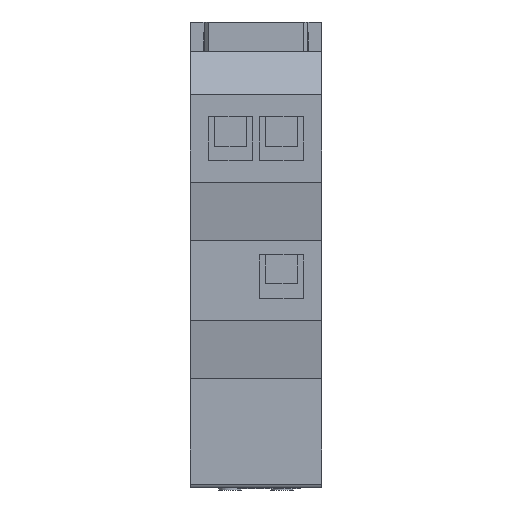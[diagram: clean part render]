
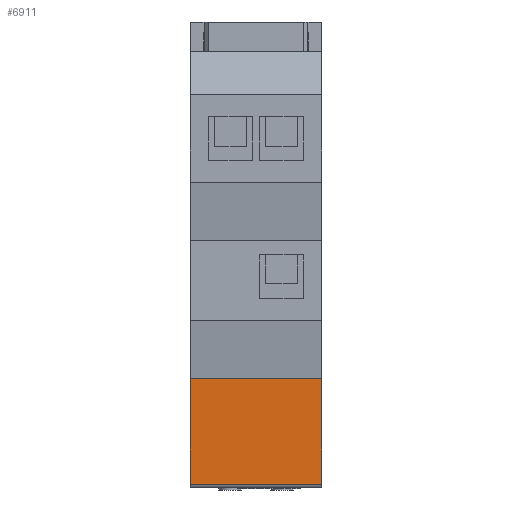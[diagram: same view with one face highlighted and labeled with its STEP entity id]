
A CAD part, front view. The second image highlights one B-rep face of the part: STEP entity #6911.
In plain terms, the highlighted planar face has unit normal (0, -1, 0).
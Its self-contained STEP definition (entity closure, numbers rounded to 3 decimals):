
#159 = CARTESIAN_POINT ( 'NONE',  ( -9., -22.5, -45. ) ) ;
#405 = CARTESIAN_POINT ( 'NONE',  ( 9., -22.5, -45. ) ) ;
#2376 = CARTESIAN_POINT ( 'NONE',  ( 9., -22.5, -59.5 ) ) ;
#2404 = DIRECTION ( 'NONE',  ( 0., 0., 1. ) ) ;
#2800 = VERTEX_POINT ( 'NONE', #159 ) ;
#2987 = CARTESIAN_POINT ( 'NONE',  ( 9., -22.5, -45. ) ) ;
#3649 = VERTEX_POINT ( 'NONE', #18865 ) ;
#6329 = ORIENTED_EDGE ( 'NONE', *, *, #7100, .T. ) ;
#6843 = DIRECTION ( 'NONE',  ( 1., 0., 0. ) ) ;
#6911 = ADVANCED_FACE ( 'NONE', ( #8344 ), #18314, .F. ) ;
#7100 = EDGE_CURVE ( 'NONE', #11814, #2800, #7373, .T. ) ;
#7355 = VECTOR ( 'NONE', #9603, 1000. ) ;
#7373 = LINE ( 'NONE', #2987, #7355 ) ;
#8344 = FACE_OUTER_BOUND ( 'NONE', #13612, .T. ) ;
#8803 = VERTEX_POINT ( 'NONE', #2376 ) ;
#8894 = CARTESIAN_POINT ( 'NONE',  ( 9., -22.5, -45. ) ) ;
#9603 = DIRECTION ( 'NONE',  ( -1., 0., 0. ) ) ;
#9940 = EDGE_CURVE ( 'NONE', #2800, #3649, #15872, .T. ) ;
#9985 = CARTESIAN_POINT ( 'NONE',  ( -9., -22.5, -45. ) ) ;
#10000 = EDGE_CURVE ( 'NONE', #3649, #8803, #15547, .T. ) ;
#10030 = EDGE_CURVE ( 'NONE', #11814, #8803, #15373, .T. ) ;
#11135 = ORIENTED_EDGE ( 'NONE', *, *, #10000, .T. ) ;
#11802 = DIRECTION ( 'NONE',  ( 0., 0., -1. ) ) ;
#11814 = VERTEX_POINT ( 'NONE', #8894 ) ;
#12158 = DIRECTION ( 'NONE',  ( 0., 1., 0. ) ) ;
#13612 = EDGE_LOOP ( 'NONE', ( #18667, #11135, #16248, #6329 ) ) ;
#14700 = CARTESIAN_POINT ( 'NONE',  ( 9., -22.5, -59.5 ) ) ;
#15373 = LINE ( 'NONE', #405, #15461 ) ;
#15461 = VECTOR ( 'NONE', #11802, 1000. ) ;
#15547 = LINE ( 'NONE', #14700, #15566 ) ;
#15566 = VECTOR ( 'NONE', #6843, 1000. ) ;
#15872 = LINE ( 'NONE', #9985, #15941 ) ;
#15941 = VECTOR ( 'NONE', #19316, 1000. ) ;
#16248 = ORIENTED_EDGE ( 'NONE', *, *, #10030, .F. ) ;
#18314 = PLANE ( 'NONE',  #19983 ) ;
#18667 = ORIENTED_EDGE ( 'NONE', *, *, #9940, .T. ) ;
#18865 = CARTESIAN_POINT ( 'NONE',  ( -9., -22.5, -59.5 ) ) ;
#19316 = DIRECTION ( 'NONE',  ( 0., 0., -1. ) ) ;
#19958 = CARTESIAN_POINT ( 'NONE',  ( 9., -22.5, -45. ) ) ;
#19983 = AXIS2_PLACEMENT_3D ( 'NONE', #19958, #12158, #2404 ) ;
